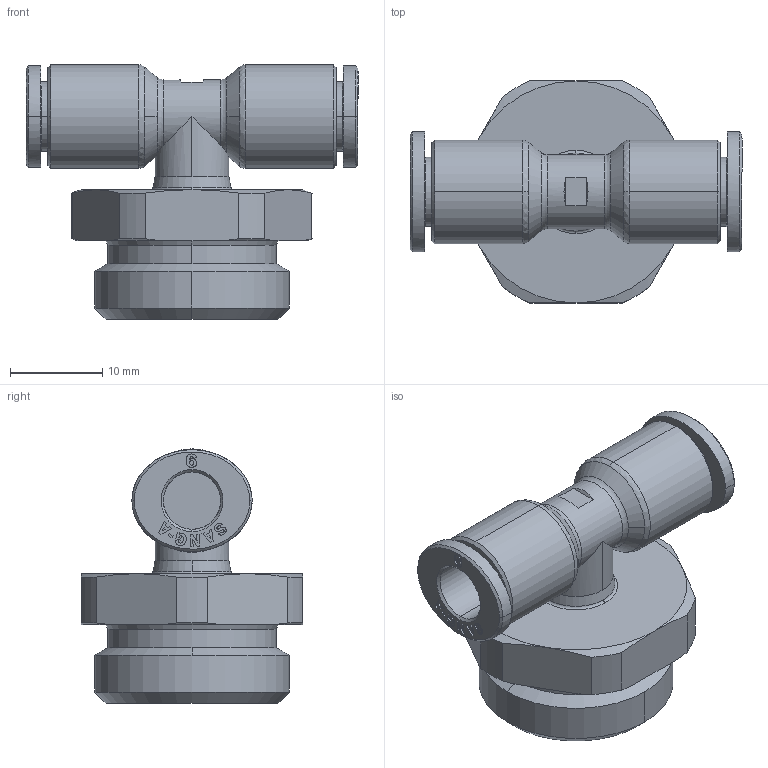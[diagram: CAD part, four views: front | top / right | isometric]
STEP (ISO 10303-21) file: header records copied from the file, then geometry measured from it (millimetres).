
FILE_DESCRIPTION (( 'STEP AP214' ), '1' );
FILE_NAME ('PT06-G04.stp', '2015-10-14T10:30:48', ( '' ), ( '' ), 'SwSTEP 2.0', 'SolidWorks 2015', '' );
FILE_SCHEMA (( 'AUTOMOTIVE_DESIGN' ));
Length unit declared in the file: millimetre
Products named in the file (2): ｦ+ﾃｦ1; PT06-G04
Assembly tree (1 placements, depth 2):
  PT06-G04
    ｦ+ﾃｦ1
Bounding box: 35.9 x 24 x 27.5 mm (x, y, z)
Volume: 6411.1 mm3; surface area: 4656.9 mm2
Topology: 1 solids, 1 shells, 505 faces, 1389 edges, 915 vertices
Faces by surface type: plane 349, bspline 68, cylinder 45, cone 39, torus 4
Entity records: 19155 total; most frequent: CARTESIAN_POINT 5991, ORIENTED_EDGE 2774, DIRECTION 2233, EDGE_CURVE 1387, VECTOR 1047, LINE 1047, VERTEX_POINT 915, AXIS2_PLACEMENT_3D 593
